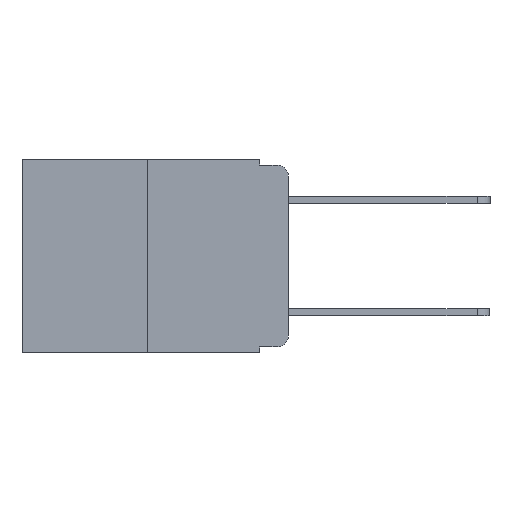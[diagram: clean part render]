
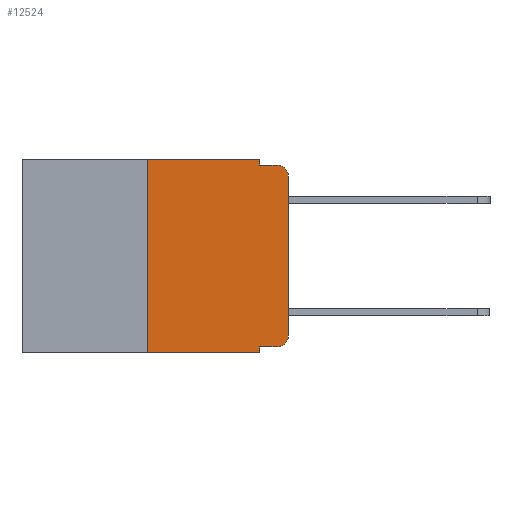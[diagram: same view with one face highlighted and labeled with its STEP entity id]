
A CAD part, left-side view. The second image highlights one B-rep face of the part: STEP entity #12524.
In plain terms, the highlighted planar face has unit normal (-1, 0, 0).
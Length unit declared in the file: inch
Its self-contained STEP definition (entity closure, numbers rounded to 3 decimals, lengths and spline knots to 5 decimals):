
#41 = EDGE_CURVE ( 'NONE', #12609, #13241, #7351, .T. ) ;
#201 = CARTESIAN_POINT ( 'NONE',  ( 0., 0.051, -0.333 ) ) ;
#288 = CARTESIAN_POINT ( 'NONE',  ( 0., 0.25, 0. ) ) ;
#344 = CARTESIAN_POINT ( 'NONE',  ( 0., 0., 0. ) ) ;
#781 = PLANE ( 'NONE',  #9866 ) ;
#815 = CARTESIAN_POINT ( 'NONE',  ( 0., 0.051, -0.01 ) ) ;
#1145 = EDGE_CURVE ( 'NONE', #5088, #9331, #14436, .T. ) ;
#1163 = VERTEX_POINT ( 'NONE', #3927 ) ;
#1290 = VECTOR ( 'NONE', #8597, 39.37008 ) ;
#1330 = VERTEX_POINT ( 'NONE', #4709 ) ;
#1526 = CARTESIAN_POINT ( 'NONE',  ( 0., 0.051, 0. ) ) ;
#1577 = DIRECTION ( 'NONE',  ( 0., 0., 1. ) ) ;
#1599 = CARTESIAN_POINT ( 'NONE',  ( 0., 0.473, -0.343 ) ) ;
#1765 = EDGE_CURVE ( 'NONE', #14256, #12609, #13942, .T. ) ;
#1941 = VECTOR ( 'NONE', #2240, 39.37008 ) ;
#1983 = DIRECTION ( 'NONE',  ( 0., -1., 0. ) ) ;
#2158 = LINE ( 'NONE', #344, #10272 ) ;
#2240 = DIRECTION ( 'NONE',  ( 0., -1., 0. ) ) ;
#2346 = LINE ( 'NONE', #12454, #1941 ) ;
#2519 = EDGE_CURVE ( 'NONE', #10884, #14256, #8324, .T. ) ;
#2632 = VERTEX_POINT ( 'NONE', #14213 ) ;
#2808 = ORIENTED_EDGE ( 'NONE', *, *, #9330, .T. ) ;
#3927 = CARTESIAN_POINT ( 'NONE',  ( 0., 0.051, -0.343 ) ) ;
#4143 = DIRECTION ( 'NONE',  ( -1., 0., 0. ) ) ;
#4261 = DIRECTION ( 'NONE',  ( 0., 0., -1. ) ) ;
#4611 = ORIENTED_EDGE ( 'NONE', *, *, #41, .F. ) ;
#4629 = VECTOR ( 'NONE', #6356, 39.37008 ) ;
#4650 = ORIENTED_EDGE ( 'NONE', *, *, #7225, .T. ) ;
#4709 = CARTESIAN_POINT ( 'NONE',  ( 0., 0., -0.313 ) ) ;
#5088 = VERTEX_POINT ( 'NONE', #8602 ) ;
#5111 = VECTOR ( 'NONE', #1983, 39.37008 ) ;
#5587 = VERTEX_POINT ( 'NONE', #201 ) ;
#5609 = DIRECTION ( 'NONE',  ( 0., 0., -1. ) ) ;
#5665 = EDGE_CURVE ( 'NONE', #5587, #1163, #8343, .T. ) ;
#5678 = DIRECTION ( 'NONE',  ( -1., 0., 0. ) ) ;
#5919 = ORIENTED_EDGE ( 'NONE', *, *, #2519, .F. ) ;
#5955 = EDGE_CURVE ( 'NONE', #13241, #9331, #2346, .T. ) ;
#6080 = DIRECTION ( 'NONE',  ( 0., -1., 0. ) ) ;
#6356 = DIRECTION ( 'NONE',  ( 0., 0., -1. ) ) ;
#6437 = CARTESIAN_POINT ( 'NONE',  ( 0., 0.25, -0.343 ) ) ;
#6836 = ORIENTED_EDGE ( 'NONE', *, *, #1765, .F. ) ;
#7084 = CARTESIAN_POINT ( 'NONE',  ( 0., 0.25, 0. ) ) ;
#7225 = EDGE_CURVE ( 'NONE', #5587, #2632, #9024, .T. ) ;
#7351 = LINE ( 'NONE', #12901, #4629 ) ;
#7368 = ORIENTED_EDGE ( 'NONE', *, *, #11691, .T. ) ;
#7484 = CARTESIAN_POINT ( 'NONE',  ( 0., 0.02, -0.01 ) ) ;
#7708 = ORIENTED_EDGE ( 'NONE', *, *, #1145, .T. ) ;
#7931 = EDGE_LOOP ( 'NONE', ( #10833, #7708, #10145, #4611, #6836, #5919, #2808, #9624, #4650, #7368 ) ) ;
#8229 = CIRCLE ( 'NONE', #11910, 0.02 ) ;
#8324 = LINE ( 'NONE', #288, #10586 ) ;
#8343 = LINE ( 'NONE', #1526, #10942 ) ;
#8597 = DIRECTION ( 'NONE',  ( 0., -1., 0. ) ) ;
#8602 = CARTESIAN_POINT ( 'NONE',  ( 0., 0., -0.03 ) ) ;
#9024 = LINE ( 'NONE', #10546, #11632 ) ;
#9330 = EDGE_CURVE ( 'NONE', #10884, #1163, #10193, .T. ) ;
#9331 = VERTEX_POINT ( 'NONE', #7484 ) ;
#9624 = ORIENTED_EDGE ( 'NONE', *, *, #5665, .F. ) ;
#9866 = AXIS2_PLACEMENT_3D ( 'NONE', #10102, #12323, #5609 ) ;
#10102 = CARTESIAN_POINT ( 'NONE',  ( 0., 0.473, 0. ) ) ;
#10145 = ORIENTED_EDGE ( 'NONE', *, *, #5955, .F. ) ;
#10193 = LINE ( 'NONE', #1599, #1290 ) ;
#10245 = CARTESIAN_POINT ( 'NONE',  ( 0., 0.051, 0. ) ) ;
#10272 = VECTOR ( 'NONE', #1577, 39.37008 ) ;
#10340 = CARTESIAN_POINT ( 'NONE',  ( 0., 0.473, 0. ) ) ;
#10546 = CARTESIAN_POINT ( 'NONE',  ( 0., 0.051, -0.333 ) ) ;
#10586 = VECTOR ( 'NONE', #14704, 39.37008 ) ;
#10833 = ORIENTED_EDGE ( 'NONE', *, *, #12941, .T. ) ;
#10884 = VERTEX_POINT ( 'NONE', #6437 ) ;
#10942 = VECTOR ( 'NONE', #10965, 39.37008 ) ;
#10965 = DIRECTION ( 'NONE',  ( 0., 0., -1. ) ) ;
#11632 = VECTOR ( 'NONE', #6080, 39.37008 ) ;
#11691 = EDGE_CURVE ( 'NONE', #2632, #1330, #8229, .T. ) ;
#11910 = AXIS2_PLACEMENT_3D ( 'NONE', #12393, #5678, #13436 ) ;
#12013 = AXIS2_PLACEMENT_3D ( 'NONE', #13608, #4143, #4261 ) ;
#12323 = DIRECTION ( 'NONE',  ( 1., 0., 0. ) ) ;
#12393 = CARTESIAN_POINT ( 'NONE',  ( 0., 0.02, -0.313 ) ) ;
#12454 = CARTESIAN_POINT ( 'NONE',  ( 0., 0.051, -0.01 ) ) ;
#12524 = ADVANCED_FACE ( 'NONE', ( #12845 ), #781, .F. ) ;
#12609 = VERTEX_POINT ( 'NONE', #10245 ) ;
#12845 = FACE_OUTER_BOUND ( 'NONE', #7931, .T. ) ;
#12901 = CARTESIAN_POINT ( 'NONE',  ( 0., 0.051, 0. ) ) ;
#12941 = EDGE_CURVE ( 'NONE', #1330, #5088, #2158, .T. ) ;
#13241 = VERTEX_POINT ( 'NONE', #815 ) ;
#13436 = DIRECTION ( 'NONE',  ( 0., 0., -1. ) ) ;
#13608 = CARTESIAN_POINT ( 'NONE',  ( 0., 0.02, -0.03 ) ) ;
#13942 = LINE ( 'NONE', #10340, #5111 ) ;
#14213 = CARTESIAN_POINT ( 'NONE',  ( 0., 0.02, -0.333 ) ) ;
#14256 = VERTEX_POINT ( 'NONE', #7084 ) ;
#14436 = CIRCLE ( 'NONE', #12013, 0.02 ) ;
#14704 = DIRECTION ( 'NONE',  ( 0., 0., 1. ) ) ;
